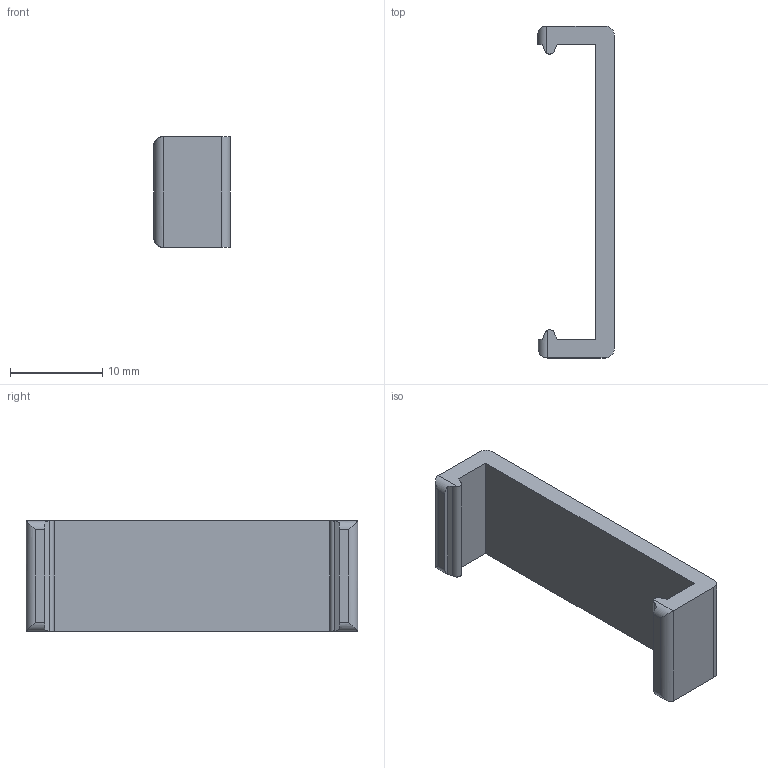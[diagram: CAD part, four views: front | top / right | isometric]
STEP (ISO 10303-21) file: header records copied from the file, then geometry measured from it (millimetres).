
FILE_DESCRIPTION (( 'STEP AP203' ), '1' );
FILE_NAME ('喷头线固定卡(2个).STEP', '2023-01-06T08:15:27', ( '个人用户' ), ( '微软中国' ), 'SwSTEP 2.0', 'SolidWorks 2019', '' );
FILE_SCHEMA (( 'CONFIG_CONTROL_DESIGN' ));
Length unit declared in the file: millimetre
Products named in the file (1): 驗芛盄嘐隅縐(2跺)
Bounding box: 8.3 x 36 x 12 mm (x, y, z)
Volume: 1181.6 mm3; surface area: 1414.6 mm2
Topology: 1 solids, 1 shells, 26 faces, 68 edges, 44 vertices
Faces by surface type: plane 16, cylinder 10
Entity records: 881 total; most frequent: CARTESIAN_POINT 183, ORIENTED_EDGE 136, DIRECTION 122, EDGE_CURVE 68, VERTEX_POINT 44, VECTOR 44, LINE 44, AXIS2_PLACEMENT_3D 39
